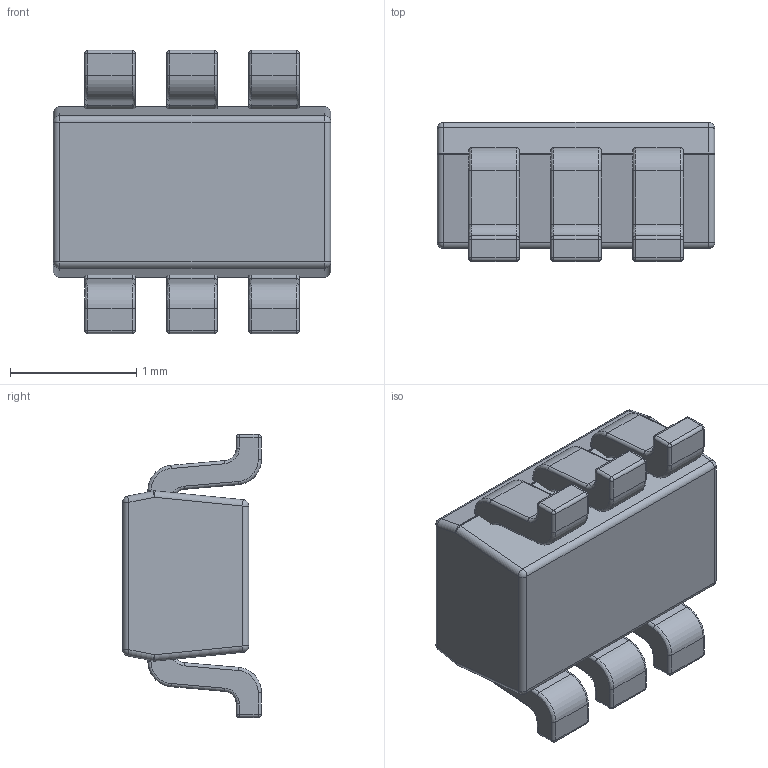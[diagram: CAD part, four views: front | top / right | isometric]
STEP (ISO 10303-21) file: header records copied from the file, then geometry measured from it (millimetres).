
FILE_DESCRIPTION (( 'STEP AP214' ), '1' );
FILE_NAME ('SC70-6_SOT363.STEP', '2011-11-24T12:23:37', ( '' ), ( '' ), 'SwSTEP 2.0', 'SolidWorks 2011', '' );
FILE_SCHEMA (( 'AUTOMOTIVE_DESIGN' ));
Length unit declared in the file: millimetre
Products named in the file (3): User Library-SOT323 (SC70-3)-1_Pins_1_Default; Case^SOT323; SC70-6_SOT363
Assembly tree (7 placements, depth 2):
  SC70-6_SOT363
    User Library-SOT323 (SC70-3)-1_Pins_1_Default  x6
    Case^SOT323
Bounding box: 2.2 x 1.1 x 2.25 mm (x, y, z)
Volume: 3.4 mm3; surface area: 20.9 mm2
Topology: 7 solids, 7 shells, 341 faces, 758 edges, 375 vertices
Faces by surface type: cylinder 163, bspline 96, plane 68, sphere 14
Entity records: 3177 total; most frequent: CARTESIAN_POINT 646, DIRECTION 433, ORIENTED_EDGE 364, EDGE_CURVE 182, AXIS2_PLACEMENT_3D 174, VERTEX_POINT 95, ADVANCED_FACE 91, FACE_OUTER_BOUND 91
